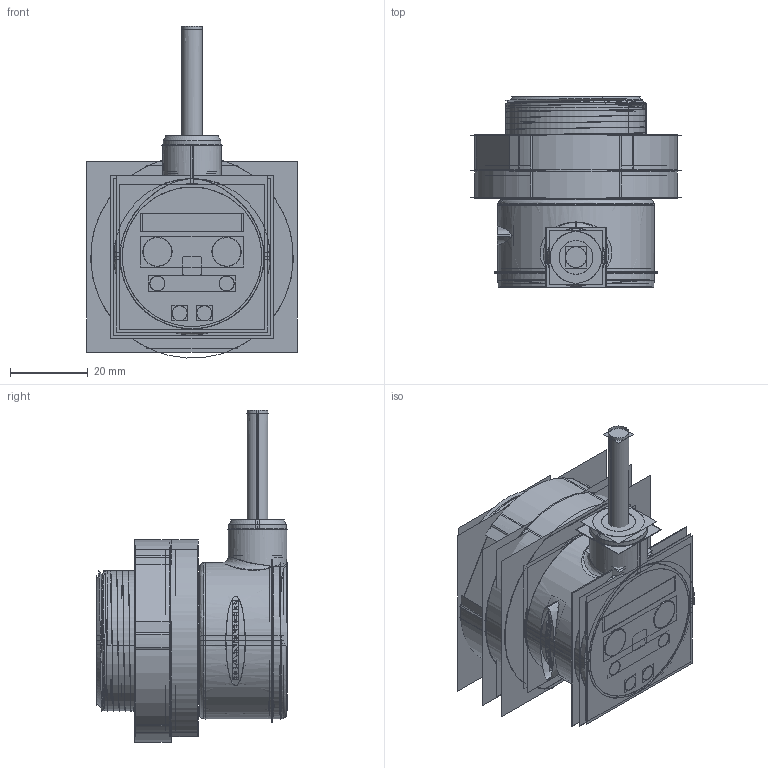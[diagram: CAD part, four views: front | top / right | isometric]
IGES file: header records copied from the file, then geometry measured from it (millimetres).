
Start section:  PTC IGES file: 188683.igs
Global section: file name: 188683.igs; native system: Creo Parametric by Parametric Technology Corporation; preprocessor: 2013230; author: pdmadmin; organization: Unknown; date: 20160114.101052; units: millimetre
Bounding box: 54.12 x 49.2 x 85.17 mm (x, y, z)
Volume: 36614.3 mm3; surface area: 345332.1 mm2
Topology: 10 solids, 11 shells, 1330 faces, 6947 edges, 8896 vertices
Faces by surface type: revolution 810, bspline 516, extrusion 4
